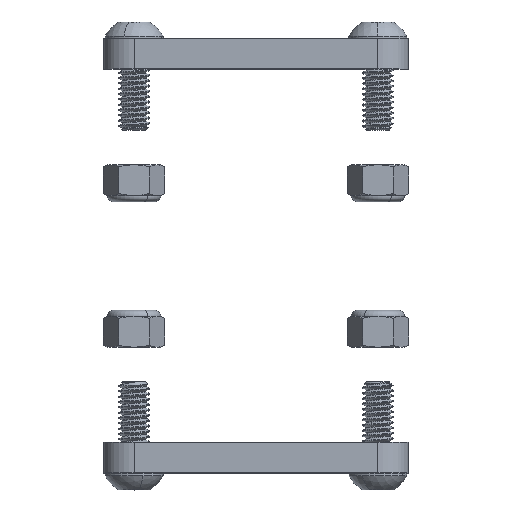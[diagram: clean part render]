
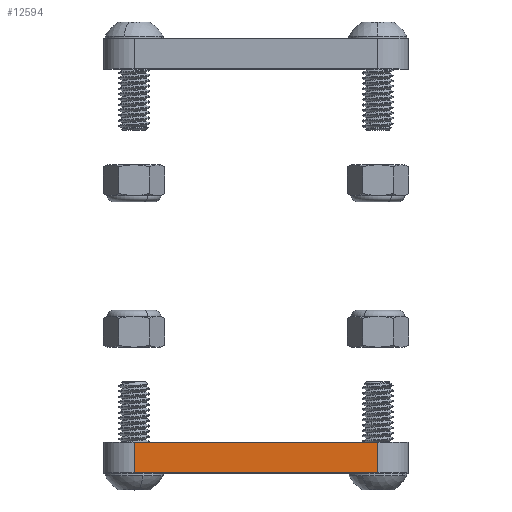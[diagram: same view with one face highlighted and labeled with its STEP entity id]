
A CAD part, top view. The second image highlights one B-rep face of the part: STEP entity #12594.
In plain terms, the highlighted planar face has unit normal (0, 0, 1).
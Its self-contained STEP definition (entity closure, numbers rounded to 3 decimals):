
#530 = ORIENTED_EDGE ( 'NONE', *, *, #7522, .T. ) ;
#823 = LINE ( 'NONE', #6763, #2798 ) ;
#950 = EDGE_CURVE ( 'NONE', #4540, #7373, #14412, .T. ) ;
#1975 = VERTEX_POINT ( 'NONE', #10418 ) ;
#2207 = ORIENTED_EDGE ( 'NONE', *, *, #3069, .T. ) ;
#2223 = LINE ( 'NONE', #3885, #10882 ) ;
#2673 = CARTESIAN_POINT ( 'NONE',  ( 20., 4., 23.42 ) ) ;
#2798 = VECTOR ( 'NONE', #11432, 1000. ) ;
#3069 = EDGE_CURVE ( 'NONE', #4540, #1975, #823, .T. ) ;
#3757 = CARTESIAN_POINT ( 'NONE',  ( 0., 4., 23.42 ) ) ;
#3885 = CARTESIAN_POINT ( 'NONE',  ( 0., 0., 23.42 ) ) ;
#4139 = VECTOR ( 'NONE', #14055, 1000. ) ;
#4202 = EDGE_LOOP ( 'NONE', ( #530, #7380, #5104, #2207 ) ) ;
#4540 = VERTEX_POINT ( 'NONE', #4648 ) ;
#4648 = CARTESIAN_POINT ( 'NONE',  ( -12., 4., 23.42 ) ) ;
#5050 = DIRECTION ( 'NONE',  ( 1., 0., 0. ) ) ;
#5104 = ORIENTED_EDGE ( 'NONE', *, *, #950, .F. ) ;
#6340 = AXIS2_PLACEMENT_3D ( 'NONE', #3757, #6945, #8044 ) ;
#6763 = CARTESIAN_POINT ( 'NONE',  ( -12., 4., 23.42 ) ) ;
#6945 = DIRECTION ( 'NONE',  ( 0., 0., -1. ) ) ;
#7373 = VERTEX_POINT ( 'NONE', #11035 ) ;
#7380 = ORIENTED_EDGE ( 'NONE', *, *, #11933, .T. ) ;
#7522 = EDGE_CURVE ( 'NONE', #1975, #10646, #2223, .T. ) ;
#8044 = DIRECTION ( 'NONE',  ( -1., 0., 0. ) ) ;
#8124 = CARTESIAN_POINT ( 'NONE',  ( 0., 4., 23.42 ) ) ;
#9560 = FACE_OUTER_BOUND ( 'NONE', #4202, .T. ) ;
#10418 = CARTESIAN_POINT ( 'NONE',  ( -12., 0., 23.42 ) ) ;
#10646 = VERTEX_POINT ( 'NONE', #12809 ) ;
#10882 = VECTOR ( 'NONE', #5050, 1000. ) ;
#11035 = CARTESIAN_POINT ( 'NONE',  ( 20., 4., 23.42 ) ) ;
#11432 = DIRECTION ( 'NONE',  ( 0., -1., 0. ) ) ;
#11868 = PLANE ( 'NONE',  #6340 ) ;
#11933 = EDGE_CURVE ( 'NONE', #10646, #7373, #14804, .T. ) ;
#12416 = VECTOR ( 'NONE', #14146, 1000. ) ;
#12594 = ADVANCED_FACE ( 'NONE', ( #9560 ), #11868, .F. ) ;
#12809 = CARTESIAN_POINT ( 'NONE',  ( 20., 0., 23.42 ) ) ;
#14055 = DIRECTION ( 'NONE',  ( 0., 1., 0. ) ) ;
#14146 = DIRECTION ( 'NONE',  ( 1., 0., 0. ) ) ;
#14412 = LINE ( 'NONE', #8124, #12416 ) ;
#14804 = LINE ( 'NONE', #2673, #4139 ) ;
